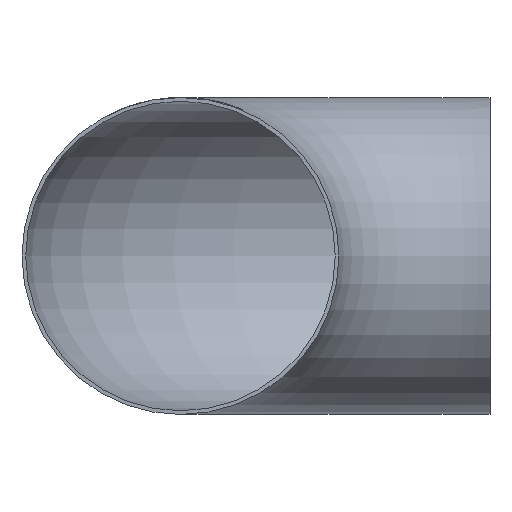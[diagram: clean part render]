
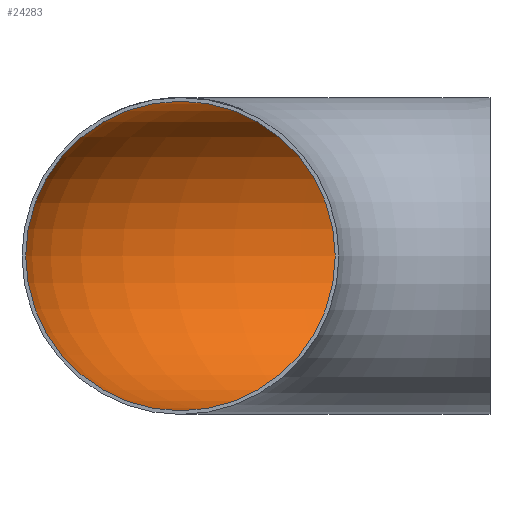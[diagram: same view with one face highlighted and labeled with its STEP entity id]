
A CAD part, front view. The second image highlights one B-rep face of the part: STEP entity #24283.
In plain terms, the highlighted toroidal (fillet/blend) face has major radius 250 mm and minor radius 125 mm.
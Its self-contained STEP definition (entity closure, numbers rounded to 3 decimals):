
#779 = FACE_OUTER_BOUND ( 'NONE', #21195, .T. ) ;
#1322 = CIRCLE ( 'NONE', #6269, 125. ) ;
#2194 = ORIENTED_EDGE ( 'NONE', *, *, #32195, .T. ) ;
#2544 = TOROIDAL_SURFACE ( 'NONE', #3632, 250., 125. ) ;
#3632 = AXIS2_PLACEMENT_3D ( 'NONE', #21880, #11001, #26646 ) ;
#6269 = AXIS2_PLACEMENT_3D ( 'NONE', #19000, #23626, #16452 ) ;
#6437 = DIRECTION ( 'NONE',  ( 0., 1., 0. ) ) ;
#6578 = VERTEX_POINT ( 'NONE', #24286 ) ;
#8968 = CARTESIAN_POINT ( 'NONE',  ( 0., 250., 0. ) ) ;
#9468 = DIRECTION ( 'NONE',  ( 1., 0., 0. ) ) ;
#9489 = AXIS2_PLACEMENT_3D ( 'NONE', #8968, #9468, #6437 ) ;
#11001 = DIRECTION ( 'NONE',  ( 0., 0., -1. ) ) ;
#11158 = FACE_OUTER_BOUND ( 'NONE', #22349, .T. ) ;
#13710 = CARTESIAN_POINT ( 'NONE',  ( -250., 0., 125. ) ) ;
#14208 = VERTEX_POINT ( 'NONE', #13710 ) ;
#16452 = DIRECTION ( 'NONE',  ( 0., 0., 1. ) ) ;
#19000 = CARTESIAN_POINT ( 'NONE',  ( -250., 0., 0. ) ) ;
#21195 = EDGE_LOOP ( 'NONE', ( #2194 ) ) ;
#21880 = CARTESIAN_POINT ( 'NONE',  ( 0., 0., 0. ) ) ;
#22349 = EDGE_LOOP ( 'NONE', ( #33461 ) ) ;
#23626 = DIRECTION ( 'NONE',  ( 0., 1., 0. ) ) ;
#24283 = ADVANCED_FACE ( 'NONE', ( #779, #11158 ), #2544, .F. ) ;
#24286 = CARTESIAN_POINT ( 'NONE',  ( 0., 375., 0. ) ) ;
#26646 = DIRECTION ( 'NONE',  ( -1., 0., 0. ) ) ;
#32195 = EDGE_CURVE ( 'NONE', #6578, #6578, #32870, .T. ) ;
#32835 = EDGE_CURVE ( 'NONE', #14208, #14208, #1322, .T. ) ;
#32870 = CIRCLE ( 'NONE', #9489, 125. ) ;
#33461 = ORIENTED_EDGE ( 'NONE', *, *, #32835, .F. ) ;
